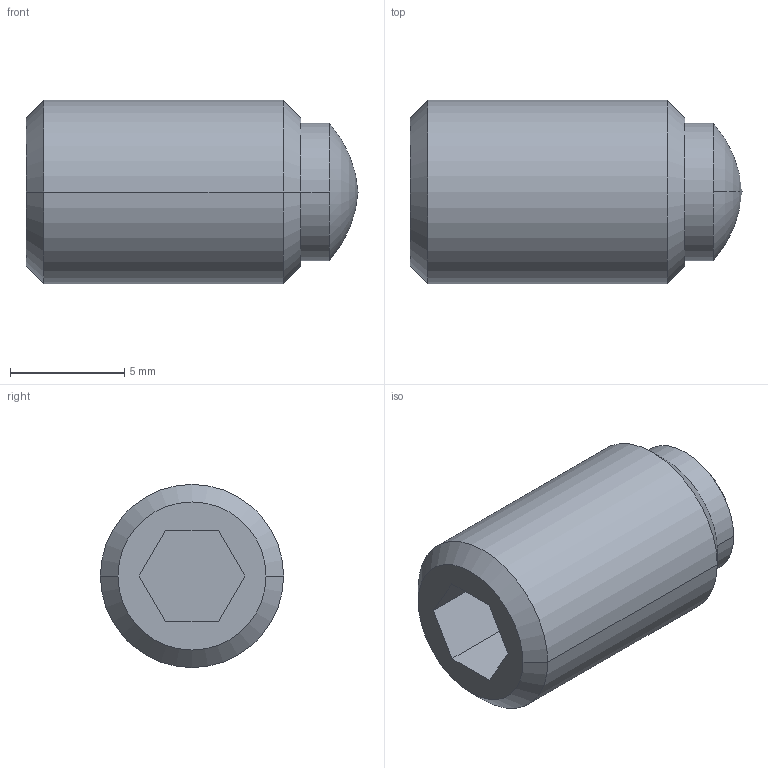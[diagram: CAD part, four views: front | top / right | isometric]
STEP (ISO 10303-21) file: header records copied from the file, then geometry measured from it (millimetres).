
FILE_DESCRIPTION(('STEP AP214'),'1');
FILE_NAME(' ',' ',('TraceParts'),('TraceParts S.A.'),'XStep 1.0',' ',' ');
FILE_SCHEMA(('automotive_design'));
Length unit declared in the file: millimetre
Products named in the file (1): 1
Bounding box: 14.5 x 8 x 8 mm (x, y, z)
Volume: 600.6 mm3; surface area: 447.5 mm2
Topology: 1 solids, 1 shells, 19 faces, 44 edges, 27 vertices
Faces by surface type: plane 9, cone 4, cylinder 4, torus 2
Entity records: 1049 total; most frequent: DIRECTION 98, STYLED_ITEM 89, PRESENTATION_STYLE_ASSIGNMENT 89, CARTESIAN_POINT 89, COLOUR_RGB 89, ORIENTED_EDGE 84, EDGE_CURVE 42, CURVE_STYLE 42
